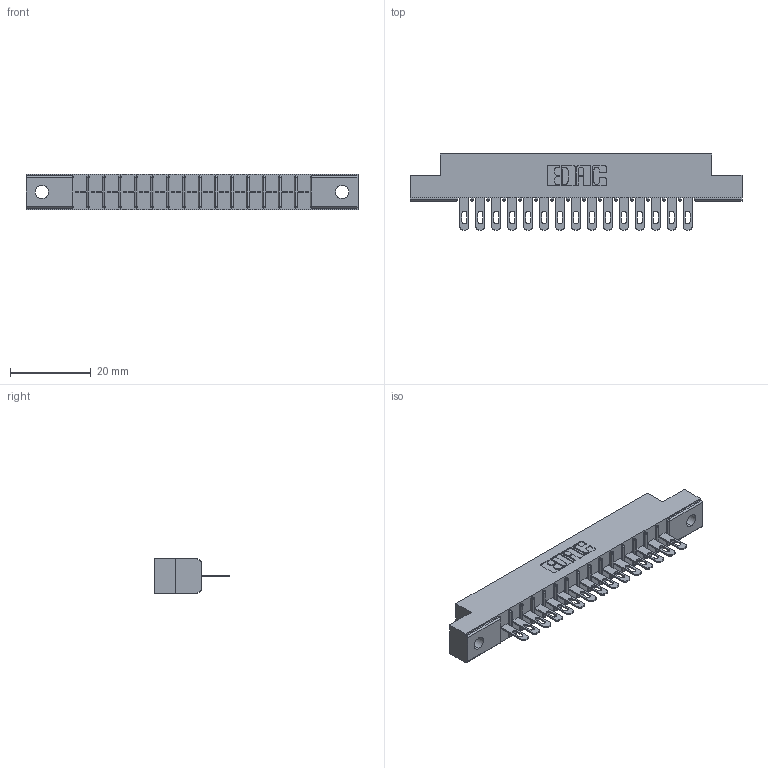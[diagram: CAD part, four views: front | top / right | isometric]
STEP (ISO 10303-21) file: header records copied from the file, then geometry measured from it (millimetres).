
FILE_DESCRIPTION (( 'STEP AP203' ), '1' );
FILE_NAME ('316-015-500-102.STEP', '2018-07-31T00:46:40', ( '' ), ( '' ), 'SwSTEP 2.0', 'SolidWorks 2016', '' );
FILE_SCHEMA (( 'CONFIG_CONTROL_DESIGN' ));
Length unit declared in the file: inch
Products named in the file (3): 306 Part_.128 Dia; 306-290-001_100; 316-015-500-102
Assembly tree (16 placements, depth 2):
  316-015-500-102
    306 Part_.128 Dia
    306-290-001_100  x15
Bounding box: 82.45 x 18.87 x 8.71 mm (x, y, z)
Volume: 5623.5 mm3; surface area: 8061.8 mm2
Topology: 16 solids, 16 shells, 1256 faces, 3541 edges, 2278 vertices
Faces by surface type: plane 818, cylinder 378, sphere 60
Entity records: 17652 total; most frequent: CARTESIAN_POINT 2960, ORIENTED_EDGE 2930, DIRECTION 2923, EDGE_CURVE 1465, LINE 1129, VECTOR 1129, VERTEX_POINT 934, AXIS2_PLACEMENT_3D 897
